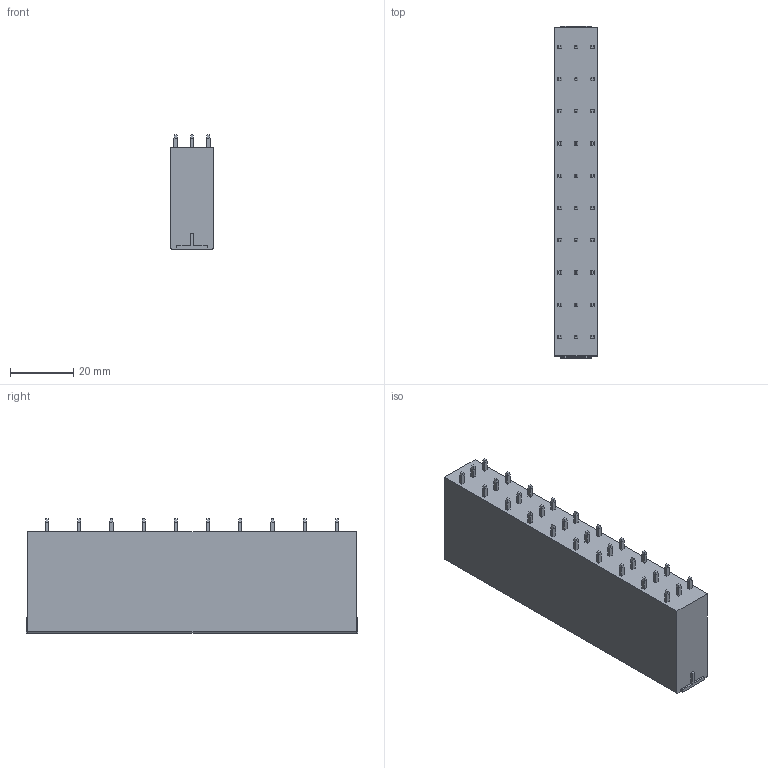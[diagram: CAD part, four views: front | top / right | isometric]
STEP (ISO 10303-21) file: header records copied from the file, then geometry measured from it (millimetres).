
FILE_DESCRIPTION((''),'2;1');
FILE_NAME('TLPHC-800V-XXP-X','2024-09-10T10:43:32',('yanfa'),(''),'CREO PARAMETRIC BY PTC INC, 2018100','CREO PARAMETRIC BY PTC INC, 2018100','');
FILE_SCHEMA(('AUTOMOTIVE_DESIGN { 1 0 10303 214 1 1 1 1 }'));
Length unit declared in the file: millimetre
Products named in the file (1): TLPHC-800V-XXP-X
Bounding box: 13.4 x 104.64 x 36 mm (x, y, z)
Volume: 35648.1 mm3; surface area: 15994.1 mm2
Topology: 1 solids, 1 shells, 542 faces, 1370 edges, 880 vertices
Faces by surface type: plane 422, cylinder 100, bspline 10, cone 10
Entity records: 16513 total; most frequent: CARTESIAN_POINT 3441, ORIENTED_EDGE 2740, DIRECTION 2527, EDGE_CURVE 1370, VECTOR 1090, LINE 1090, VERTEX_POINT 880, AXIS2_PLACEMENT_3D 717
